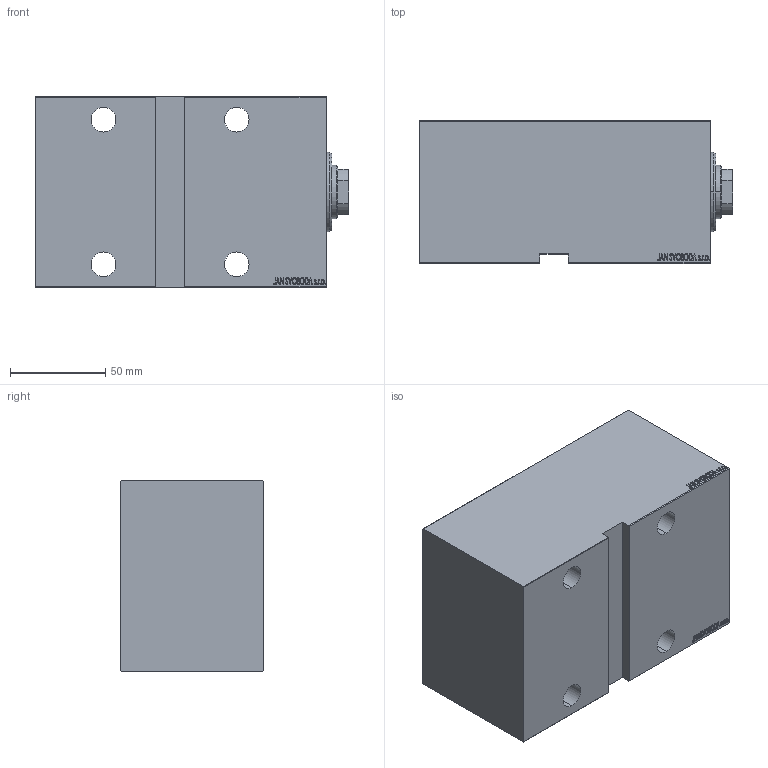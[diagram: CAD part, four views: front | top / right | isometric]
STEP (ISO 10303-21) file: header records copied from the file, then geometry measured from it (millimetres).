
FILE_DESCRIPTION (( 'STEP AP203' ), '1' );
FILE_NAME ('67ff.STEP', '2022-04-17T02:04:52', ( '' ), ( '' ), 'SwSTEP 2.0', 'SolidWorks 2019', '' );
FILE_SCHEMA (( 'CONFIG_CONTROL_DESIGN' ));
Length unit declared in the file: millimetre
Products named in the file (4): V450CM_E_Body d2496a385b9badee0c1b657b87a12607; V450CM_VC_B d2496a385b9badee0c1b657b87a12607; V450CM_E_VCP d2496a385b9badee0c1b657b87a12607; 67ff
Assembly tree (3 placements, depth 2):
  67ff
    V450CM_E_Body d2496a385b9badee0c1b657b87a12607
    V450CM_E_VCP d2496a385b9badee0c1b657b87a12607
    V450CM_VC_B d2496a385b9badee0c1b657b87a12607
Bounding box: 165 x 75 x 100 mm (x, y, z)
Volume: 957507 mm3; surface area: 136788 mm2
Topology: 3 solids, 3 shells, 861 faces, 2208 edges, 1465 vertices
Faces by surface type: plane 413, bspline 380, cylinder 54, cone 14
Entity records: 43246 total; most frequent: CARTESIAN_POINT 24398, ORIENTED_EDGE 4412, DIRECTION 2536, EDGE_CURVE 2206, VERTEX_POINT 1465, VECTOR 1314, LINE 1314, EDGE_LOOP 985
